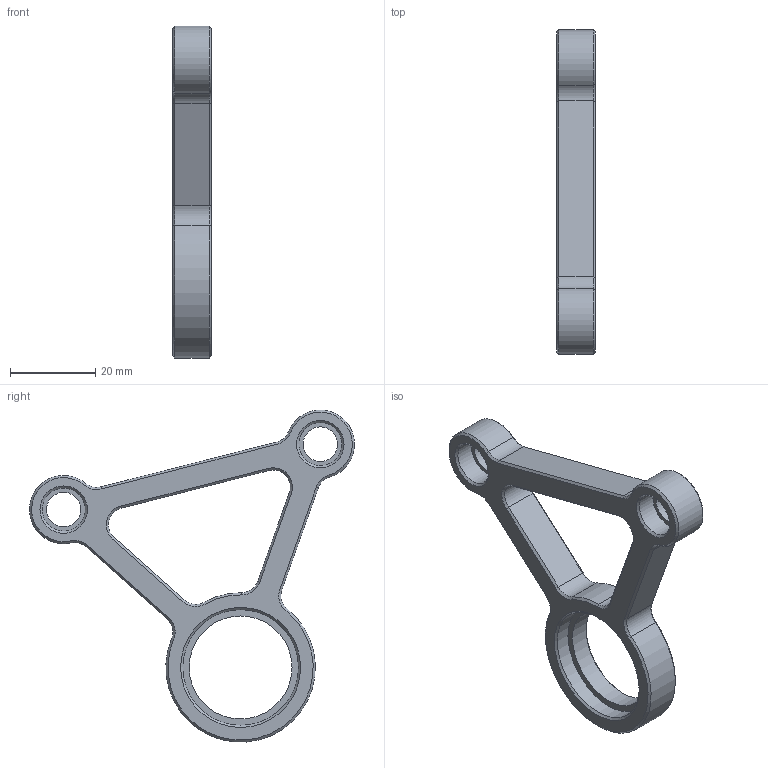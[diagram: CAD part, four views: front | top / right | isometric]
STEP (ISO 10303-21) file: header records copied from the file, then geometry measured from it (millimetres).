
FILE_DESCRIPTION(/* description */ (''),/* implementation_level */ '2;1');
FILE_NAME(/* name */ 'Pulley Brace.step',/* time_stamp */ '2019-09-15T12:05:10-07:00',/* author */ (''),/* organization */ (''),/* preprocessor_version */ 'ST-DEVELOPER v18',/* originating_system */ 'Autodesk Translation Framework v8.6.0.1094',/* authorisation */ '');
FILE_SCHEMA (('AUTOMOTIVE_DESIGN { 1 0 10303 214 3 1 1 }'));
Length unit declared in the file: millimetre
Products named in the file (1): Pulley Brace
Bounding box: 9 x 76.04 x 77.71 mm (x, y, z)
Volume: 12416.9 mm3; surface area: 7293 mm2
Topology: 1 solids, 1 shells, 77 faces, 172 edges, 100 vertices
Faces by surface type: cone 34, plane 23, cylinder 20
Full cylindrical faces by diameter (mm): 8.1 x2, 10.1 x2, 24.1 x1, 27.1 x1
Entity records: 2159 total; most frequent: DIRECTION 404, CARTESIAN_POINT 350, ORIENTED_EDGE 344, EDGE_CURVE 172, AXIS2_PLACEMENT_3D 154, VERTEX_POINT 100, LINE 96, VECTOR 96
